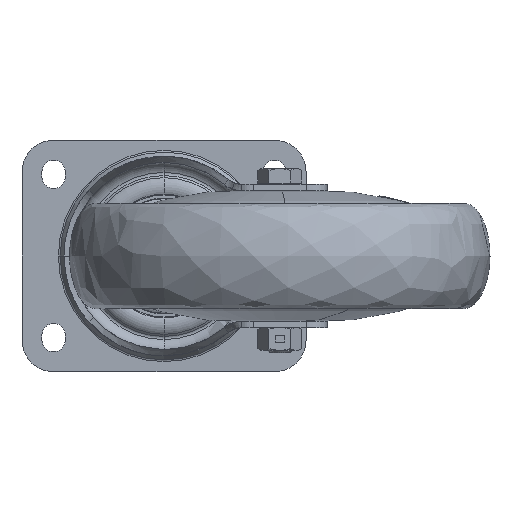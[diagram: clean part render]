
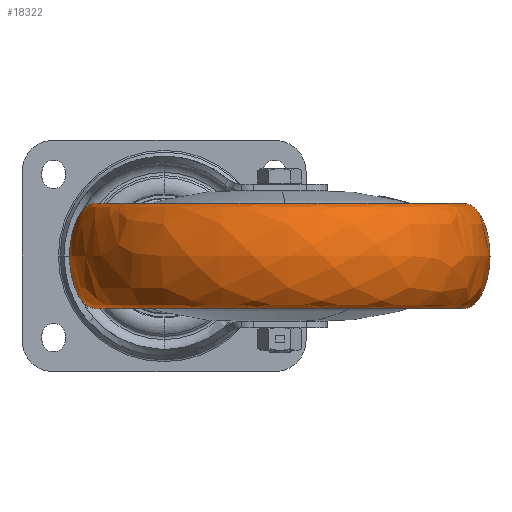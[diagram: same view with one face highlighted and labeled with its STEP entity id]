
A CAD part, front view. The second image highlights one B-rep face of the part: STEP entity #18322.
In plain terms, the highlighted free-form (B-spline) face has degree [3, 3] with [4, 4] control points.
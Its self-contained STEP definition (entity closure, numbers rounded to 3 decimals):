
#1951 = EDGE_CURVE ( 'NONE', #10596, #9849, #20008, .T. ) ;
#2314 = CARTESIAN_POINT ( 'NONE',  ( -57.408, -139.554, 22.315 ) ) ;
#3539 = DIRECTION ( 'NONE',  ( 0.999, 0.04, 0. ) ) ;
#4471 = CARTESIAN_POINT ( 'NONE',  ( 176.515, -355.262, 22.315 ) ) ;
#4621 = CARTESIAN_POINT ( 'NONE',  ( -48.301, -364.369, -27.685 ) ) ;
#4649 = CARTESIAN_POINT ( 'NONE',  ( -32.428, -138.542, -27.685 ) ) ;
#5204 = CARTESIAN_POINT ( 'NONE',  ( 142.428, -131.458, 22.315 ) ) ;
#5517 = EDGE_CURVE ( 'NONE', #13058, #26060, #17109, .T. ) ;
#6499 = CARTESIAN_POINT ( 'NONE',  ( 149.512, -306.315, -27.685 ) ) ;
#6647 = CARTESIAN_POINT ( 'NONE',  ( -25.345, -313.398, -27.685 ) ) ;
#6824 = CARTESIAN_POINT ( 'NONE',  ( 142.428, -131.458, -27.685 ) ) ;
#6828 = ORIENTED_EDGE ( 'NONE', *, *, #26644, .T. ) ;
#6947 = CARTESIAN_POINT ( 'NONE',  ( 167.408, -130.446, -27.685 ) ) ;
#8126 = FACE_OUTER_BOUND ( 'NONE', #25071, .T. ) ;
#8994 = CARTESIAN_POINT ( 'NONE',  ( -32.428, -138.542, -27.685 ) ) ;
#9242 = CARTESIAN_POINT ( 'NONE',  ( -32.428, -138.542, -27.685 ) ) ;
#9849 = VERTEX_POINT ( 'NONE', #28536 ) ;
#10449 = EDGE_CURVE ( 'NONE', #10596, #13058, #24844, .T. ) ;
#10596 = VERTEX_POINT ( 'NONE', #5204 ) ;
#10768 =( BOUNDED_CURVE ( )  B_SPLINE_CURVE ( 3, ( #24557, #2314, #11197, #4649 ),
 .UNSPECIFIED., .F., .F. ) 
 B_SPLINE_CURVE_WITH_KNOTS ( ( 4, 4 ),
 ( 0., 3.142 ),
 .UNSPECIFIED. ) 
 CURVE ( )  GEOMETRIC_REPRESENTATION_ITEM ( )  RATIONAL_B_SPLINE_CURVE ( ( 1., 0.333, 0.333, 1. ) ) 
 REPRESENTATION_ITEM ( '' )  );
#11130 = ORIENTED_EDGE ( 'NONE', *, *, #5517, .F. ) ;
#11171 = CARTESIAN_POINT ( 'NONE',  ( 142.428, -131.458, 22.315 ) ) ;
#11197 = CARTESIAN_POINT ( 'NONE',  ( -57.408, -139.554, -27.685 ) ) ;
#11445 = CARTESIAN_POINT ( 'NONE',  ( 142.428, -131.458, -27.685 ) ) ;
#12883 = DIRECTION ( 'NONE',  ( 0.999, 0.04, 0. ) ) ;
#13058 = VERTEX_POINT ( 'NONE', #6824 ) ;
#13787 = CARTESIAN_POINT ( 'NONE',  ( -32.428, -138.542, 22.315 ) ) ;
#14871 = ORIENTED_EDGE ( 'NONE', *, *, #1951, .T. ) ;
#15814 = AXIS2_PLACEMENT_3D ( 'NONE', #23448, #23731, #3539 ) ;
#17109 = CIRCLE ( 'NONE', #20396, 87.5 ) ;
#17800 = CARTESIAN_POINT ( 'NONE',  ( 149.512, -306.315, 22.315 ) ) ;
#17930 = ORIENTED_EDGE ( 'NONE', *, *, #10449, .F. ) ;
#18057 = CARTESIAN_POINT ( 'NONE',  ( 142.428, -131.458, 22.315 ) ) ;
#18322 = ADVANCED_FACE ( 'NONE', ( #8126 ), #22595, .F. ) ;
#19953 = CARTESIAN_POINT ( 'NONE',  ( 167.408, -130.446, 22.315 ) ) ;
#19991 = CARTESIAN_POINT ( 'NONE',  ( -48.301, -364.369, 22.315 ) ) ;
#20008 = CIRCLE ( 'NONE', #15814, 87.5 ) ;
#20283 = CARTESIAN_POINT ( 'NONE',  ( -57.408, -139.554, -27.685 ) ) ;
#20396 = AXIS2_PLACEMENT_3D ( 'NONE', #24187, #26524, #12883 ) ;
#20796 = CARTESIAN_POINT ( 'NONE',  ( 142.428, -131.458, -27.685 ) ) ;
#22168 = CARTESIAN_POINT ( 'NONE',  ( -25.345, -313.398, 22.315 ) ) ;
#22595 =( BOUNDED_SURFACE ( )  B_SPLINE_SURFACE ( 3, 3, ( 
 ( #11171, #17800, #22168, #13787 ),
 ( #27159, #4471, #19991, #26858 ),
 ( #6947, #28923, #4621, #20283 ),
 ( #11445, #6499, #6647, #8994 ) ),
 .UNSPECIFIED., .F., .F., .F. ) 
 B_SPLINE_SURFACE_WITH_KNOTS ( ( 4, 4 ),
 ( 4, 4 ),
 ( 0., 1. ),
 ( 0., 1. ),
 .UNSPECIFIED. ) 
 GEOMETRIC_REPRESENTATION_ITEM ( )  RATIONAL_B_SPLINE_SURFACE ( (
 ( 1., 0.333, 0.333, 1.),
 ( 0.333, 0.111, 0.111, 0.333),
 ( 0.333, 0.111, 0.111, 0.333),
 ( 1., 0.333, 0.333, 1.) ) ) 
 REPRESENTATION_ITEM ( '' )  SURFACE ( )  );
#23448 = CARTESIAN_POINT ( 'NONE',  ( 55., -135., 22.315 ) ) ;
#23731 = DIRECTION ( 'NONE',  ( 0., 0., -1. ) ) ;
#24187 = CARTESIAN_POINT ( 'NONE',  ( 55., -135., -27.685 ) ) ;
#24557 = CARTESIAN_POINT ( 'NONE',  ( -32.428, -138.542, 22.315 ) ) ;
#24844 =( BOUNDED_CURVE ( )  B_SPLINE_CURVE ( 3, ( #18057, #19953, #26538, #20796 ),
 .UNSPECIFIED., .F., .F. ) 
 B_SPLINE_CURVE_WITH_KNOTS ( ( 4, 4 ),
 ( 0., 3.142 ),
 .UNSPECIFIED. ) 
 CURVE ( )  GEOMETRIC_REPRESENTATION_ITEM ( )  RATIONAL_B_SPLINE_CURVE ( ( 1., 0.333, 0.333, 1. ) ) 
 REPRESENTATION_ITEM ( '' )  );
#25071 = EDGE_LOOP ( 'NONE', ( #14871, #6828, #11130, #17930 ) ) ;
#26060 = VERTEX_POINT ( 'NONE', #9242 ) ;
#26524 = DIRECTION ( 'NONE',  ( 0., 0., -1. ) ) ;
#26538 = CARTESIAN_POINT ( 'NONE',  ( 167.408, -130.446, -27.685 ) ) ;
#26644 = EDGE_CURVE ( 'NONE', #9849, #26060, #10768, .T. ) ;
#26858 = CARTESIAN_POINT ( 'NONE',  ( -57.408, -139.554, 22.315 ) ) ;
#27159 = CARTESIAN_POINT ( 'NONE',  ( 167.408, -130.446, 22.315 ) ) ;
#28536 = CARTESIAN_POINT ( 'NONE',  ( -32.428, -138.542, 22.315 ) ) ;
#28923 = CARTESIAN_POINT ( 'NONE',  ( 176.515, -355.262, -27.685 ) ) ;
